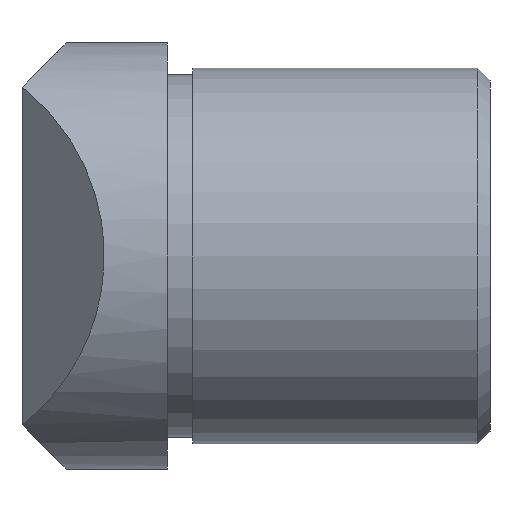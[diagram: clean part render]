
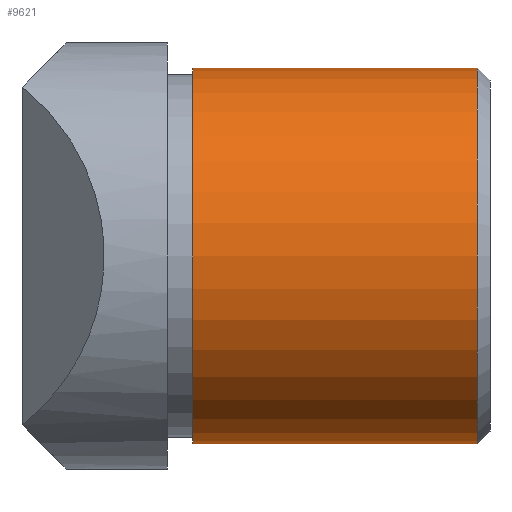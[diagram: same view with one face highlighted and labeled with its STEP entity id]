
A CAD part, left-side view. The second image highlights one B-rep face of the part: STEP entity #9621.
In plain terms, the highlighted cylindrical face has radius 14.85 mm (diameter 29.7 mm), a partial arc.
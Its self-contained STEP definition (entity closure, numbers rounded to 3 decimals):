
#605 = DIRECTION ( 'NONE',  ( 0., 1., 0. ) ) ;
#719 = CIRCLE ( 'NONE', #4599, 14.85 ) ;
#755 = LINE ( 'NONE', #2921, #3417 ) ;
#798 = CARTESIAN_POINT ( 'NONE',  ( 0., -25.5, 14.85 ) ) ;
#1133 = CARTESIAN_POINT ( 'NONE',  ( 0., -2., -14.85 ) ) ;
#1254 = ORIENTED_EDGE ( 'NONE', *, *, #5507, .T. ) ;
#1559 = EDGE_CURVE ( 'NONE', #8214, #11382, #8678, .T. ) ;
#1958 = VECTOR ( 'NONE', #10857, 1000. ) ;
#2347 = ORIENTED_EDGE ( 'NONE', *, *, #3426, .F. ) ;
#2921 = CARTESIAN_POINT ( 'NONE',  ( 0., -25.5, -14.85 ) ) ;
#3239 = EDGE_LOOP ( 'NONE', ( #2347, #7955, #5583, #1254 ) ) ;
#3414 = DIRECTION ( 'NONE',  ( 0., 0., 1. ) ) ;
#3417 = VECTOR ( 'NONE', #12917, 1000. ) ;
#3426 = EDGE_CURVE ( 'NONE', #8214, #5075, #755, .T. ) ;
#4374 = DIRECTION ( 'NONE',  ( 0., -1., 0. ) ) ;
#4415 = DIRECTION ( 'NONE',  ( 0., 1., 0. ) ) ;
#4599 = AXIS2_PLACEMENT_3D ( 'NONE', #10341, #4374, #11329 ) ;
#5075 = VERTEX_POINT ( 'NONE', #1133 ) ;
#5507 = EDGE_CURVE ( 'NONE', #5883, #5075, #719, .T. ) ;
#5510 = DIRECTION ( 'NONE',  ( 0., 0., -1. ) ) ;
#5583 = ORIENTED_EDGE ( 'NONE', *, *, #9471, .T. ) ;
#5586 = AXIS2_PLACEMENT_3D ( 'NONE', #6559, #605, #5510 ) ;
#5883 = VERTEX_POINT ( 'NONE', #11936 ) ;
#6559 = CARTESIAN_POINT ( 'NONE',  ( 0., -24.5, 0. ) ) ;
#7955 = ORIENTED_EDGE ( 'NONE', *, *, #1559, .T. ) ;
#8214 = VERTEX_POINT ( 'NONE', #11736 ) ;
#8678 = CIRCLE ( 'NONE', #5586, 14.85 ) ;
#8988 = CYLINDRICAL_SURFACE ( 'NONE', #12819, 14.85 ) ;
#9308 = FACE_OUTER_BOUND ( 'NONE', #3239, .T. ) ;
#9471 = EDGE_CURVE ( 'NONE', #11382, #5883, #12558, .T. ) ;
#9621 = ADVANCED_FACE ( 'NONE', ( #9308 ), #8988, .T. ) ;
#9905 = CARTESIAN_POINT ( 'NONE',  ( 0., -24.5, 14.85 ) ) ;
#10341 = CARTESIAN_POINT ( 'NONE',  ( 0., -2., 0. ) ) ;
#10383 = CARTESIAN_POINT ( 'NONE',  ( 0., -25.5, 0. ) ) ;
#10857 = DIRECTION ( 'NONE',  ( 0., 1., 0. ) ) ;
#11329 = DIRECTION ( 'NONE',  ( 0., 0., -1. ) ) ;
#11382 = VERTEX_POINT ( 'NONE', #9905 ) ;
#11736 = CARTESIAN_POINT ( 'NONE',  ( 0., -24.5, -14.85 ) ) ;
#11936 = CARTESIAN_POINT ( 'NONE',  ( 0., -2., 14.85 ) ) ;
#12558 = LINE ( 'NONE', #798, #1958 ) ;
#12819 = AXIS2_PLACEMENT_3D ( 'NONE', #10383, #4415, #3414 ) ;
#12917 = DIRECTION ( 'NONE',  ( 0., 1., 0. ) ) ;
